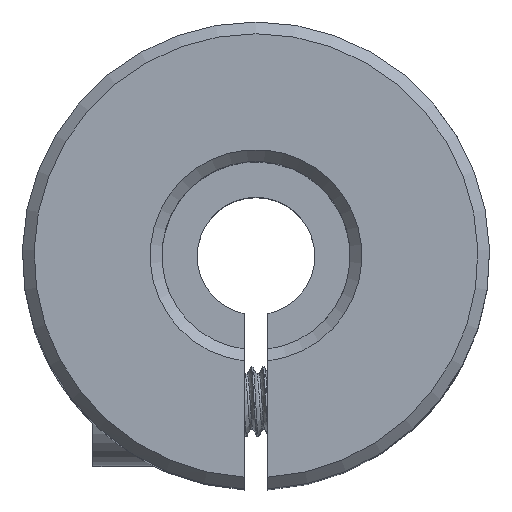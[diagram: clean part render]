
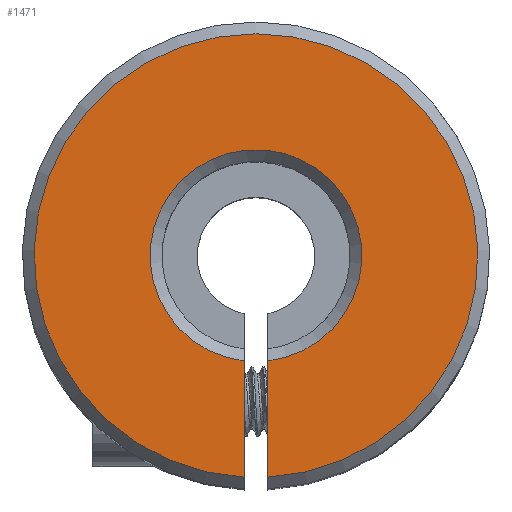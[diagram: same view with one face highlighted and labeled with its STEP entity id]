
A CAD part, top view. The second image highlights one B-rep face of the part: STEP entity #1471.
In plain terms, the highlighted planar face has unit normal (0, 0, 1).
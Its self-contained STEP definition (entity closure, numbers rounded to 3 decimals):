
#84=PLANE('',#1596);
#160=FACE_OUTER_BOUND('',#250,.T.);
#250=EDGE_LOOP('',(#1266,#1267,#1268,#1269));
#299=CIRCLE('',#1595,4.5);
#300=CIRCLE('',#1597,9.425);
#458=LINE('',#4866,#536);
#463=LINE('',#4901,#541);
#536=VECTOR('',#1854,1000.);
#541=VECTOR('',#1881,1000.);
#667=VERTEX_POINT('',#4861);
#668=VERTEX_POINT('',#4865);
#676=VERTEX_POINT('',#4891);
#678=VERTEX_POINT('',#4899);
#867=EDGE_CURVE('',#668,#667,#458,.T.);
#880=EDGE_CURVE('',#668,#676,#299,.T.);
#881=EDGE_CURVE('',#678,#667,#300,.T.);
#882=EDGE_CURVE('',#676,#678,#463,.T.);
#1266=ORIENTED_EDGE('',*,*,#880,.F.);
#1267=ORIENTED_EDGE('',*,*,#867,.T.);
#1268=ORIENTED_EDGE('',*,*,#881,.F.);
#1269=ORIENTED_EDGE('',*,*,#882,.F.);
#1471=ADVANCED_FACE('',(#160),#84,.T.);
#1595=AXIS2_PLACEMENT_3D('',#4897,#1875,#1876);
#1596=AXIS2_PLACEMENT_3D('',#4898,#1877,#1878);
#1597=AXIS2_PLACEMENT_3D('',#4900,#1879,#1880);
#1854=DIRECTION('',(0.,-1.,0.));
#1875=DIRECTION('center_axis',(0.,0.,
1.));
#1876=DIRECTION('ref_axis',(0.,1.,0.));
#1877=DIRECTION('center_axis',(0.,0.,
1.));
#1878=DIRECTION('ref_axis',(-1.,0.,0.));
#1879=DIRECTION('center_axis',(0.,0.,
-1.));
#1880=DIRECTION('ref_axis',(0.,1.,0.));
#1881=DIRECTION('',(0.,-1.,0.));
#4861=CARTESIAN_POINT('',(0.5,-9.412,25.));
#4865=CARTESIAN_POINT('',(0.5,-4.472,25.));
#4866=CARTESIAN_POINT('',(0.5,0.,25.));
#4891=CARTESIAN_POINT('',(-0.5,-4.472,25.));
#4897=CARTESIAN_POINT('Origin',(0.,0.,
25.));
#4898=CARTESIAN_POINT('Origin',(0.,0.,25.));
#4899=CARTESIAN_POINT('',(-0.5,-9.412,25.));
#4900=CARTESIAN_POINT('Origin',(0.,0.,25.));
#4901=CARTESIAN_POINT('',(-0.5,0.,25.));
